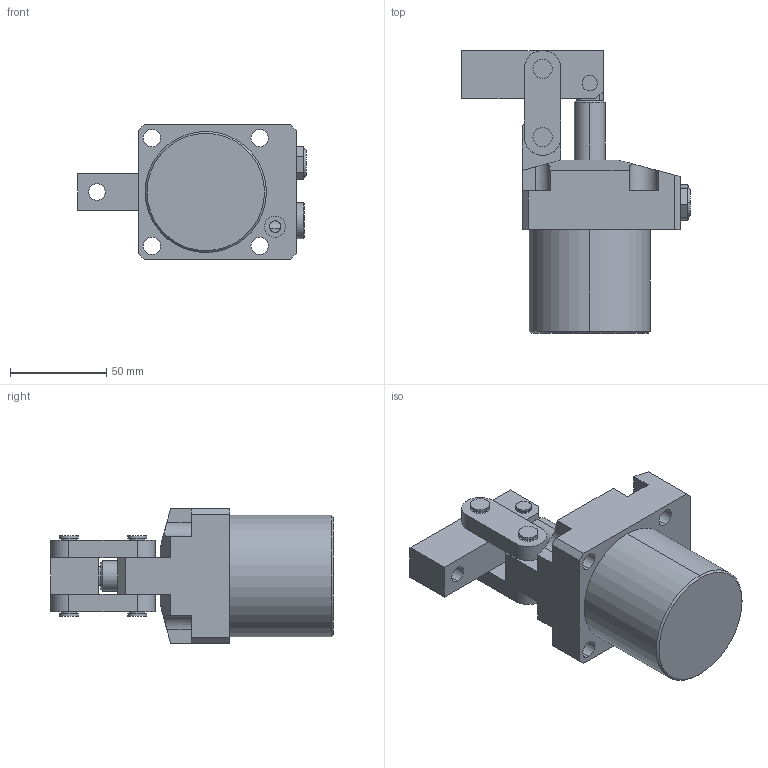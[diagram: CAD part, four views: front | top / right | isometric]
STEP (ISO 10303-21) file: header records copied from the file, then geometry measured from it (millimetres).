
FILE_DESCRIPTION (( 'STEP AP214' ), '1' );
FILE_NAME ('CCLT-10.STEP', '2020-11-30T02:52:17', ( 'PC' ), ( '' ), 'SwSTEP 2.0', 'SolidWorks 2016', '' );
FILE_SCHEMA (( 'AUTOMOTIVE_DESIGN' ));
Length unit declared in the file: millimetre
Products named in the file (6): 錨璃5酗种; 錨璃4傻种; 錨璃3揤族; 錨璃2蟀諉え; 錨璃1掛极; CCLT-10
Assembly tree (7 placements, depth 2):
  CCLT-10
    錨璃1掛极
    錨璃2蟀諉え  x2
    錨璃3揤族
    錨璃4傻种
    錨璃5酗种  x2
Bounding box: 118.7 x 147 x 70 mm (x, y, z)
Volume: 405111.8 mm3; surface area: 60018 mm2
Topology: 7 solids, 8 shells, 199 faces, 472 edges, 308 vertices
Faces by surface type: plane 103, cylinder 86, cone 8, torus 2
Entity records: 5501 total; most frequent: CARTESIAN_POINT 1024, DIRECTION 922, ORIENTED_EDGE 836, EDGE_CURVE 418, AXIS2_PLACEMENT_3D 338, VERTEX_POINT 272, LINE 246, VECTOR 246
